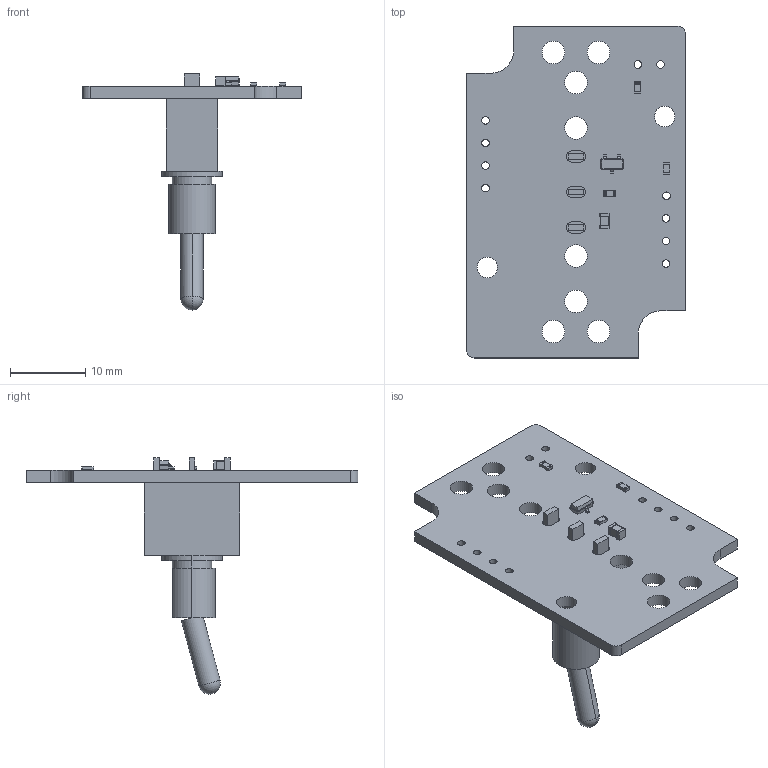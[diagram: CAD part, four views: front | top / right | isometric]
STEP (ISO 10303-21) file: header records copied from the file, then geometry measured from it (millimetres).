
FILE_DESCRIPTION(('KiCad electronic assembly'),'2;1');
FILE_NAME('USB_switch.step','2018-11-05T21:32:40',('An Author'),( 'A Company'),'Open CASCADE STEP processor 6.8', 'KiCad to STEP converter','Unknown');
FILE_SCHEMA(('AUTOMOTIVE_DESIGN_CC2 { 1 2 10303 214 -1 1 5 4 }'));
Length unit declared in the file: millimetre
Products named in the file (10): Open CASCADE STEP translator 6.8 1; R_0603_1608Metric; SOLID; Multicomp_1MS1T1B5M1QE; C_0805_2012Metric; SOT-23; COMPOUND
Assembly tree (11 placements, depth 3):
  Open CASCADE STEP translator 6.8 1
    R_0603_1608Metric  x3
      SOLID
    Multicomp_1MS1T1B5M1QE
      SOLID
    C_0805_2012Metric
      SOLID
    SOT-23
      SOLID
    COMPOUND
Bounding box: 29 x 44 x 31.3 mm (x, y, z)
Volume: 2959.6 mm3; surface area: 3618.9 mm2
Topology: 7 solids, 7 shells, 268 faces, 685 edges, 436 vertices
Faces by surface type: plane 152, cylinder 87, bspline 27, sphere 2
Full cylindrical faces by diameter (mm): 1 x10, 2.7 x2, 3 x8
Entity records: 20239 total; most frequent: CARTESIAN_POINT 8580, DIRECTION 1810, ORIENTED_EDGE 1094, PCURVE 1094, DEFINITIONAL_REPRESENTATION 1094, LINE 1058, VECTOR 1058, EDGE_CURVE 547
